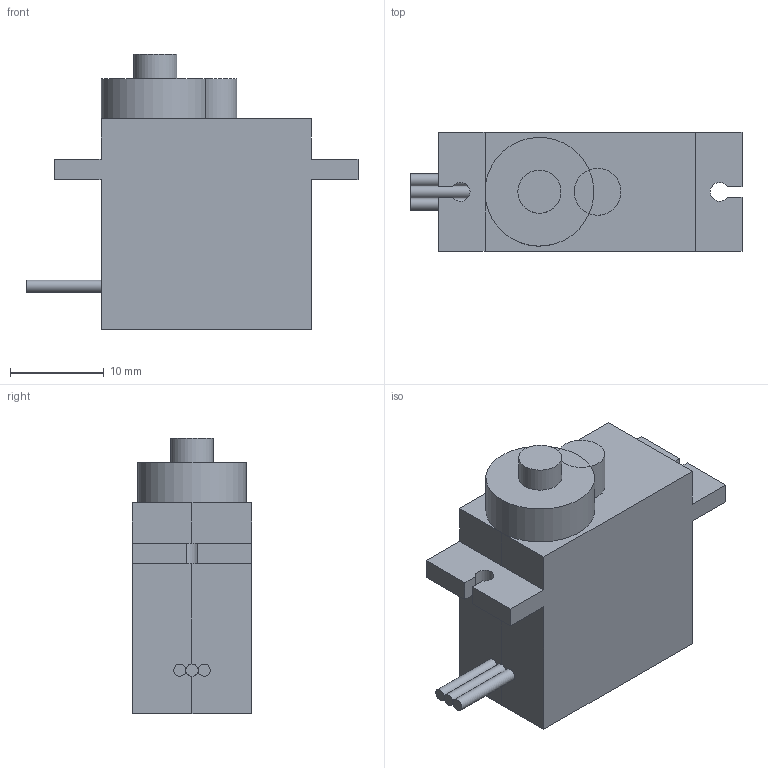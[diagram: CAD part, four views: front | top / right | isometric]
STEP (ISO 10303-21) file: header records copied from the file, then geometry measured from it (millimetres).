
FILE_DESCRIPTION(/* description */ (''),/* implementation_level */ '2;1');
FILE_NAME(/* name */ 'Hand_SG92R v3.step',/* time_stamp */ '2023-01-21T13:45:34+03:00',/* author */ (''),/* organization */ (''),/* preprocessor_version */ 'ST-DEVELOPER v19.2',/* originating_system */ 'Autodesk Translation Framework v11.17.0.187',/* authorisation */ '');
FILE_SCHEMA (('AUTOMOTIVE_DESIGN { 1 0 10303 214 3 1 1 }'));
Length unit declared in the file: millimetre
Products named in the file (1): Hand_SG92R
Bounding box: 35.4 x 12.7 x 29.4 mm (x, y, z)
Volume: 7243.2 mm3; surface area: 2772.2 mm2
Topology: 1 solids, 1 shells, 41 faces, 103 edges, 64 vertices
Faces by surface type: plane 33, cylinder 8
Full cylindrical faces by diameter (mm): 1.3 x3, 4.6 x1
Entity records: 1339 total; most frequent: DIRECTION 221, CARTESIAN_POINT 209, ORIENTED_EDGE 206, EDGE_CURVE 103, AXIS2_PLACEMENT_3D 76, LINE 69, VECTOR 69, VERTEX_POINT 64
